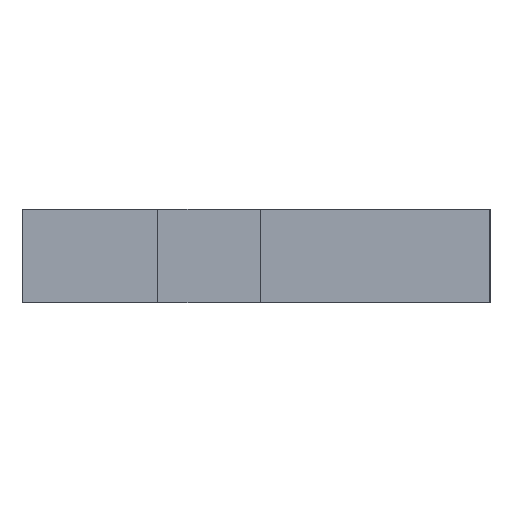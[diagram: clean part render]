
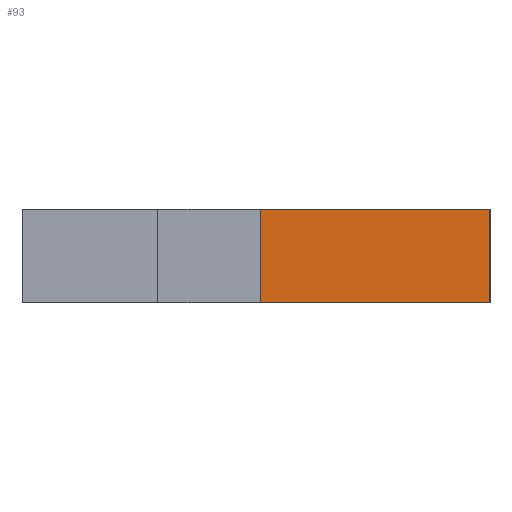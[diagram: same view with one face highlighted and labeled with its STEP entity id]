
A CAD part, left-side view. The second image highlights one B-rep face of the part: STEP entity #93.
In plain terms, the highlighted planar face has unit normal (-1, 0, 0).
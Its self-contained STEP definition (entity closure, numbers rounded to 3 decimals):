
#93=ADVANCED_FACE('',(#188),#189,.F.);
#188=FACE_OUTER_BOUND('',#282,.T.);
#189=PLANE('',#283);
#282=EDGE_LOOP('',(#491,#492,#493,#494));
#283=AXIS2_PLACEMENT_3D('',#495,#496,#497);
#491=ORIENTED_EDGE('',*,*,#634,.T.);
#492=ORIENTED_EDGE('',*,*,#622,.T.);
#493=ORIENTED_EDGE('',*,*,#639,.F.);
#494=ORIENTED_EDGE('',*,*,#640,.F.);
#495=CARTESIAN_POINT('',(0.0,25.0,5.0));
#496=DIRECTION('',(1.0,0.0,0.0));
#497=DIRECTION('',(0.0,-1.0,0.0));
#622=EDGE_CURVE('',#758,#756,#759,.T.);
#634=EDGE_CURVE('',#778,#758,#779,.T.);
#639=EDGE_CURVE('',#784,#756,#785,.T.);
#640=EDGE_CURVE('',#778,#784,#786,.T.);
#756=VERTEX_POINT('',#947);
#758=VERTEX_POINT('',#950);
#759=LINE('',#951,#952);
#778=VERTEX_POINT('',#980);
#779=LINE('',#981,#982);
#784=VERTEX_POINT('',#989);
#785=LINE('',#990,#991);
#786=LINE('',#992,#993);
#947=CARTESIAN_POINT('',(0.0,0.0,0.0));
#950=CARTESIAN_POINT('',(0.0,24.5,0.0));
#951=CARTESIAN_POINT('',(0.0,25.0,0.0));
#952=VECTOR('',#1077,1.0);
#980=CARTESIAN_POINT('',(0.0,24.5,10.0));
#981=CARTESIAN_POINT('',(0.0,24.5,5.0));
#982=VECTOR('',#1087,1.0);
#989=CARTESIAN_POINT('',(0.0,0.0,10.0));
#990=CARTESIAN_POINT('',(0.0,0.0,5.0));
#991=VECTOR('',#1090,1.0);
#992=CARTESIAN_POINT('',(0.0,25.0,10.0));
#993=VECTOR('',#1091,1.0);
#1077=DIRECTION('',(0.0,-1.0,0.0));
#1087=DIRECTION('',(0.0,0.0,-1.0));
#1090=DIRECTION('',(0.0,0.0,-1.0));
#1091=DIRECTION('',(0.0,-1.0,0.0));
